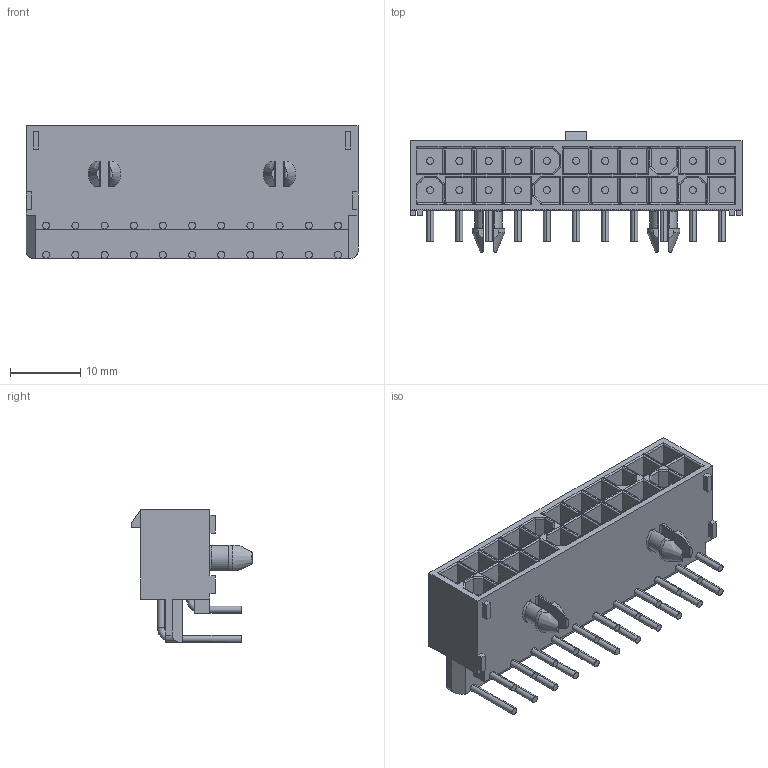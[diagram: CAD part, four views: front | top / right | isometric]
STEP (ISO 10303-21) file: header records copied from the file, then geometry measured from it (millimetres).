
FILE_DESCRIPTION((''),'2;1');
FILE_NAME('C-1-794107-0','2017-06-15T',('workeradm'),('Tyco Electronics Ltd.'),'CREO PARAMETRIC BY PTC INC, 2016050','CREO PARAMETRIC BY PTC INC, 2016050','');
FILE_SCHEMA(('AUTOMOTIVE_DESIGN { 1 0 10303 214 1 1 1 1 }'));
Length unit declared in the file: millimetre
Products named in the file (1): C-1-794107-0
Bounding box: 47.12 x 17.09 x 18.84 mm (x, y, z)
Volume: 4548.4 mm3; surface area: 7395.8 mm2
Topology: 1 solids, 1 shells, 557 faces, 1355 edges, 864 vertices
Faces by surface type: plane 264, cylinder 226, torus 63, cone 4
Entity records: 29738 total; most frequent: CARTESIAN_POINT 16561, ORIENTED_EDGE 2710, DIRECTION 2572, EDGE_CURVE 1355, AXIS2_PLACEMENT_3D 877, VERTEX_POINT 864, VECTOR 818, LINE 818
